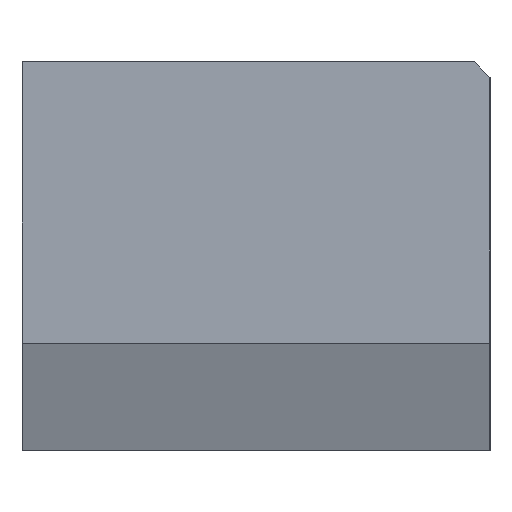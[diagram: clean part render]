
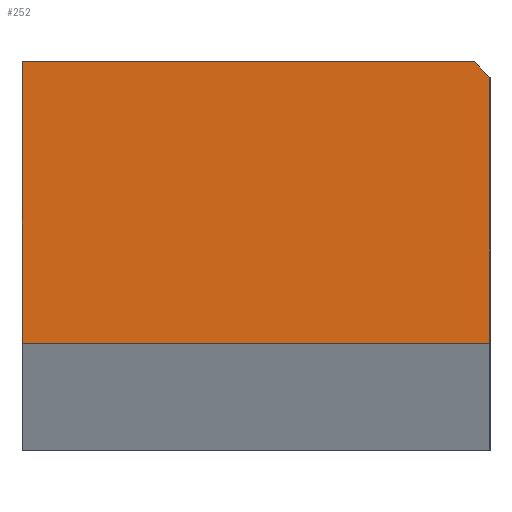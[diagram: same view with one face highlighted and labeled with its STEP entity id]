
A CAD part, left-side view. The second image highlights one B-rep face of the part: STEP entity #252.
In plain terms, the highlighted planar face has unit normal (-1, 0, 0).
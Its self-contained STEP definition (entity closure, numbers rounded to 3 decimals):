
#252=ADVANCED_FACE('NONE',(#604),#605,.F.);
#604=FACE_OUTER_BOUND('',#1045,.T.);
#605=PLANE('',#1046);
#1045=EDGE_LOOP('',(#1929,#1930,#1931,#1932,#1933));
#1046=AXIS2_PLACEMENT_3D('',#1934,#1935,#1936);
#1929=ORIENTED_EDGE('',*,*,#2755,.F.);
#1930=ORIENTED_EDGE('',*,*,#3072,.T.);
#1931=ORIENTED_EDGE('',*,*,#3073,.F.);
#1932=ORIENTED_EDGE('',*,*,#2976,.T.);
#1933=ORIENTED_EDGE('',*,*,#3074,.F.);
#1934=CARTESIAN_POINT('',(0.0,0.0,49.0));
#1935=DIRECTION('',(1.0,0.0,0.0));
#1936=DIRECTION('',(0.0,1.0,-0.0));
#2755=EDGE_CURVE('NONE',#3335,#3337,#3338,.T.);
#2976=EDGE_CURVE('NONE',#3776,#3774,#3777,.T.);
#3072=EDGE_CURVE('NONE',#3335,#3876,#3877,.T.);
#3073=EDGE_CURVE('NONE',#3776,#3876,#3878,.T.);
#3074=EDGE_CURVE('NONE',#3337,#3774,#3879,.T.);
#3335=VERTEX_POINT('NONE',#4161);
#3337=VERTEX_POINT('NONE',#4164);
#3338=LINE('',#4165,#4166);
#3774=VERTEX_POINT('NONE',#4818);
#3776=VERTEX_POINT('NONE',#4821);
#3777=LINE('',#4822,#4823);
#3876=VERTEX_POINT('NONE',#4982);
#3877=LINE('',#4983,#4984);
#3878=LINE('',#4985,#4986);
#3879=LINE('',#4987,#4988);
#4161=CARTESIAN_POINT('',(0.0,0.0,47.0));
#4164=CARTESIAN_POINT('',(0.0,0.0,13.5));
#4165=CARTESIAN_POINT('',(0.0,0.0,49.0));
#4166=VECTOR('',#5304,1000.0);
#4818=CARTESIAN_POINT('',(0.0,59.0,13.5));
#4821=CARTESIAN_POINT('',(0.0,59.0,49.0));
#4822=CARTESIAN_POINT('',(0.0,59.0,49.0));
#4823=VECTOR('',#5528,1000.0);
#4982=CARTESIAN_POINT('',(0.0,2.0,49.0));
#4983=CARTESIAN_POINT('',(0.0,2.0,49.0));
#4984=VECTOR('',#5607,1000.0);
#4985=CARTESIAN_POINT('',(0.0,0.0,49.0));
#4986=VECTOR('',#5608,1000.0);
#4987=CARTESIAN_POINT('',(0.0,0.0,13.5));
#4988=VECTOR('',#5609,1000.0);
#5304=DIRECTION('',(-0.0,-0.0,-1.0));
#5528=DIRECTION('',(-0.0,-0.0,-1.0));
#5607=DIRECTION('',(-0.0,0.707,0.707));
#5608=DIRECTION('',(-0.0,-1.0,-0.0));
#5609=DIRECTION('',(0.0,1.0,0.0));
